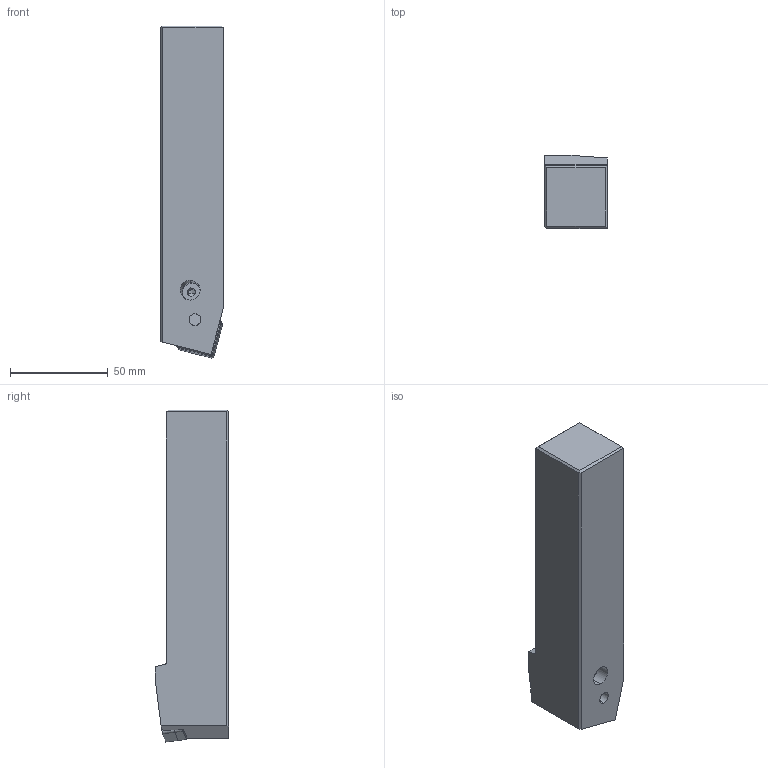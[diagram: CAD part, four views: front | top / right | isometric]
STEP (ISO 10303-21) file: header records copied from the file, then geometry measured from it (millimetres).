
FILE_DESCRIPTION(/* description */ (''),/* implementation_level */ '2;1');
FILE_NAME(/* name */ 'PSBNL3232P19_MR1_2.stp',/* time_stamp */ '2021-11-11T11:40:55+09:00',/* author */ (''),/* organization */ (''),/* preprocessor_version */ 'ST-DEVELOPER v16',/* originating_system */ 'SIEMENS PLM Software NX 10.0',/* authorisation */ '');
FILE_SCHEMA (('AUTOMOTIVE_DESIGN { 1 0 10303 214 3 1 1 1 }'));
Length unit declared in the file: millimetre
Products named in the file (1): PSBNL3232P19_MR1_2_ASM
Bounding box: 32 x 37.5 x 170 mm (x, y, z)
Volume: 167848 mm3; surface area: 29046 mm2
Topology: 2 solids, 2 shells, 207 faces, 585 edges, 384 vertices
Faces by surface type: plane 90, cylinder 65, cone 26, bspline 13, torus 11, extrusion 2
Entity records: 11535 total; most frequent: CARTESIAN_POINT 6189, ORIENTED_EDGE 1138, DIRECTION 1043, EDGE_CURVE 569, AXIS2_PLACEMENT_3D 389, VERTEX_POINT 361, VECTOR 265, LINE 263
